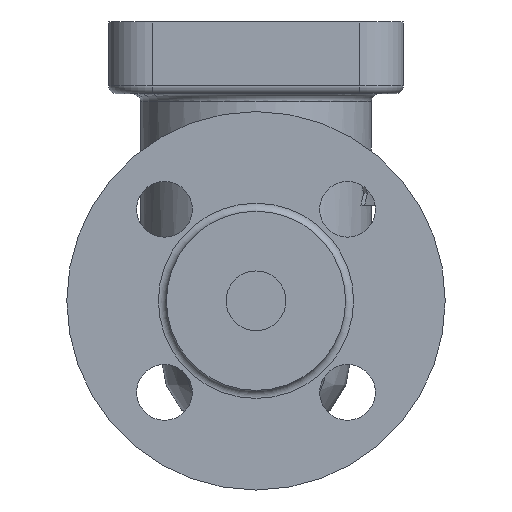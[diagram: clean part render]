
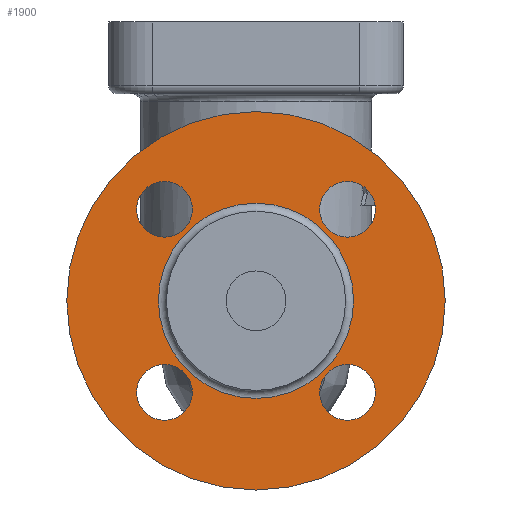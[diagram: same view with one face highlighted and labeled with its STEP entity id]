
A CAD part, left-side view. The second image highlights one B-rep face of the part: STEP entity #1900.
In plain terms, the highlighted planar face has unit normal (-1, 0, 0).
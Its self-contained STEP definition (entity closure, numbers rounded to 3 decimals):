
#352=PLANE('',#2078);
#397=FACE_BOUND('',#662,.T.);
#398=FACE_BOUND('',#663,.T.);
#399=FACE_BOUND('',#664,.T.);
#400=FACE_BOUND('',#665,.T.);
#401=FACE_BOUND('',#666,.T.);
#506=FACE_OUTER_BOUND('',#661,.T.);
#661=EDGE_LOOP('',(#1675));
#662=EDGE_LOOP('',(#1676));
#663=EDGE_LOOP('',(#1677));
#664=EDGE_LOOP('',(#1678));
#665=EDGE_LOOP('',(#1679));
#666=EDGE_LOOP('',(#1680));
#791=CIRCLE('',#2074,47.5);
#792=CIRCLE('',#2076,24.5);
#794=CIRCLE('',#2079,7.);
#795=CIRCLE('',#2080,7.);
#796=CIRCLE('',#2081,7.);
#797=CIRCLE('',#2082,7.);
#983=VERTEX_POINT('',#4985);
#984=VERTEX_POINT('',#4988);
#986=VERTEX_POINT('',#4993);
#987=VERTEX_POINT('',#4995);
#988=VERTEX_POINT('',#4997);
#989=VERTEX_POINT('',#4999);
#1234=EDGE_CURVE('',#983,#983,#791,.T.);
#1235=EDGE_CURVE('',#984,#984,#792,.T.);
#1237=EDGE_CURVE('',#986,#986,#794,.T.);
#1238=EDGE_CURVE('',#987,#987,#795,.T.);
#1239=EDGE_CURVE('',#988,#988,#796,.T.);
#1240=EDGE_CURVE('',#989,#989,#797,.T.);
#1675=ORIENTED_EDGE('',*,*,#1234,.T.);
#1676=ORIENTED_EDGE('',*,*,#1237,.T.);
#1677=ORIENTED_EDGE('',*,*,#1238,.T.);
#1678=ORIENTED_EDGE('',*,*,#1239,.T.);
#1679=ORIENTED_EDGE('',*,*,#1240,.T.);
#1680=ORIENTED_EDGE('',*,*,#1235,.F.);
#1900=ADVANCED_FACE('',(#506,#397,#398,#399,#400,#401),#352,.T.);
#2074=AXIS2_PLACEMENT_3D('',#4986,#2472,#2473);
#2076=AXIS2_PLACEMENT_3D('',#4989,#2476,#2477);
#2078=AXIS2_PLACEMENT_3D('',#4992,#2480,#2481);
#2079=AXIS2_PLACEMENT_3D('',#4994,#2482,#2483);
#2080=AXIS2_PLACEMENT_3D('',#4996,#2484,#2485);
#2081=AXIS2_PLACEMENT_3D('',#4998,#2486,#2487);
#2082=AXIS2_PLACEMENT_3D('',#5000,#2488,#2489);
#2472=DIRECTION('center_axis',(-1.,0.,0.));
#2473=DIRECTION('ref_axis',(0.,0.,1.));
#2476=DIRECTION('center_axis',(-1.,0.,0.));
#2477=DIRECTION('ref_axis',(0.,0.,
-1.));
#2480=DIRECTION('center_axis',(-1.,0.,0.));
#2481=DIRECTION('ref_axis',(0.,0.,1.));
#2482=DIRECTION('center_axis',(1.,0.,0.));
#2483=DIRECTION('ref_axis',(0.,0.,1.));
#2484=DIRECTION('center_axis',(1.,0.,0.));
#2485=DIRECTION('ref_axis',(0.,1.,0.));
#2486=DIRECTION('center_axis',(1.,0.,0.));
#2487=DIRECTION('ref_axis',(0.,0.,-1.));
#2488=DIRECTION('center_axis',(1.,0.,0.));
#2489=DIRECTION('ref_axis',(0.,-1.,0.));
#4985=CARTESIAN_POINT('',(-63.,0.,-22.5));
#4986=CARTESIAN_POINT('Origin',(-63.,0.,-70.));
#4988=CARTESIAN_POINT('',(-63.,0.,-45.5));
#4989=CARTESIAN_POINT('Origin',(-63.,0.,-70.));
#4992=CARTESIAN_POINT('Origin',(-63.,0.,-47.5));
#4993=CARTESIAN_POINT('',(-63.,-22.981,-40.019));
#4994=CARTESIAN_POINT('Origin',(-63.,-22.981,-47.019));
#4995=CARTESIAN_POINT('',(-63.,29.981,-47.019));
#4996=CARTESIAN_POINT('Origin',(-63.,22.981,-47.019));
#4997=CARTESIAN_POINT('',(-63.,22.981,-99.981));
#4998=CARTESIAN_POINT('Origin',(-63.,22.981,-92.981));
#4999=CARTESIAN_POINT('',(-63.,-29.981,-92.981));
#5000=CARTESIAN_POINT('Origin',(-63.,-22.981,-92.981));
